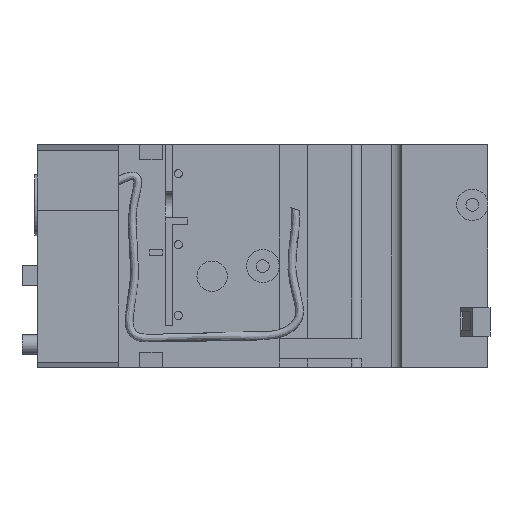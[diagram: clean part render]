
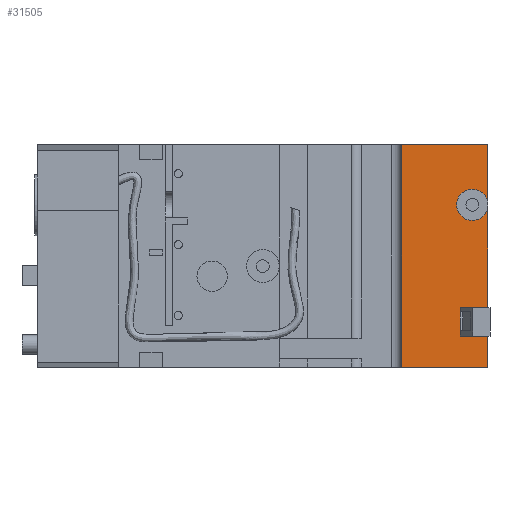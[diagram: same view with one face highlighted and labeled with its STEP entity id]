
A CAD part, front view. The second image highlights one B-rep face of the part: STEP entity #31505.
In plain terms, the highlighted planar face has unit normal (0, -1, 0).
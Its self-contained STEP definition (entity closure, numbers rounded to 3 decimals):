
#28 = VERTEX_POINT ( 'NONE', #26989 ) ;
#445 = VERTEX_POINT ( 'NONE', #6729 ) ;
#526 = VECTOR ( 'NONE', #1312, 1000. ) ;
#558 = CARTESIAN_POINT ( 'NONE',  ( 27.436, -14.99, 22. ) ) ;
#1037 = AXIS2_PLACEMENT_3D ( 'NONE', #33965, #7632, #20852 ) ;
#1312 = DIRECTION ( 'NONE',  ( 1., 0., 0. ) ) ;
#1337 = CARTESIAN_POINT ( 'NONE',  ( 42.5, -14.99, -15.81 ) ) ;
#1827 = DIRECTION ( 'NONE',  ( 1., 0., 0. ) ) ;
#2658 = EDGE_CURVE ( 'NONE', #28, #16804, #2955, .T. ) ;
#2671 = EDGE_LOOP ( 'NONE', ( #3538, #9158, #33468, #32859, #29047, #29373, #8411 ) ) ;
#2955 = LINE ( 'NONE', #22330, #30367 ) ;
#3018 = CARTESIAN_POINT ( 'NONE',  ( 42.5, -14.99, -10.18 ) ) ;
#3199 = EDGE_CURVE ( 'NONE', #9981, #3759, #32420, .T. ) ;
#3529 = AXIS2_PLACEMENT_3D ( 'NONE', #9680, #28941, #30675 ) ;
#3538 = ORIENTED_EDGE ( 'NONE', *, *, #25992, .T. ) ;
#3569 = LINE ( 'NONE', #17755, #33475 ) ;
#3670 = CARTESIAN_POINT ( 'NONE',  ( 39.01, -14.99, -15.81 ) ) ;
#3759 = VERTEX_POINT ( 'NONE', #4981 ) ;
#4175 = DIRECTION ( 'NONE',  ( -1., 0., 0. ) ) ;
#4965 = LINE ( 'NONE', #33336, #27788 ) ;
#4981 = CARTESIAN_POINT ( 'NONE',  ( 39.01, -14.99, -10.18 ) ) ;
#5222 = CARTESIAN_POINT ( 'NONE',  ( 39.01, -14.99, -11.009 ) ) ;
#6144 = EDGE_CURVE ( 'NONE', #16804, #10619, #11985, .T. ) ;
#6337 = DIRECTION ( 'NONE',  ( 0., 0., 1. ) ) ;
#6682 = CARTESIAN_POINT ( 'NONE',  ( 27.434, -14.99, 22. ) ) ;
#6729 = CARTESIAN_POINT ( 'NONE',  ( 38.3, -14.99, 10.1 ) ) ;
#6887 = LINE ( 'NONE', #18963, #34284 ) ;
#7202 = AXIS2_PLACEMENT_3D ( 'NONE', #26648, #8329, #18684 ) ;
#7632 = DIRECTION ( 'NONE',  ( 0., -1., 0. ) ) ;
#7929 = DIRECTION ( 'NONE',  ( 0., 0., 1. ) ) ;
#8329 = DIRECTION ( 'NONE',  ( 0., -1., 0. ) ) ;
#8411 = ORIENTED_EDGE ( 'NONE', *, *, #16311, .T. ) ;
#8691 = EDGE_CURVE ( 'NONE', #20183, #12821, #6887, .T. ) ;
#8755 = CARTESIAN_POINT ( 'NONE',  ( 42.5, -14.99, -10.18 ) ) ;
#9158 = ORIENTED_EDGE ( 'NONE', *, *, #21666, .F. ) ;
#9680 = CARTESIAN_POINT ( 'NONE',  ( 27.436, -14.99, -22. ) ) ;
#9865 = LINE ( 'NONE', #3018, #30597 ) ;
#9981 = VERTEX_POINT ( 'NONE', #32965 ) ;
#10502 = LINE ( 'NONE', #25123, #526 ) ;
#10619 = VERTEX_POINT ( 'NONE', #6682 ) ;
#11036 = DIRECTION ( 'NONE',  ( 1., 0., 0. ) ) ;
#11985 = LINE ( 'NONE', #558, #22763 ) ;
#12046 = DIRECTION ( 'NONE',  ( 0., 0., 1. ) ) ;
#12599 = DIRECTION ( 'NONE',  ( 0., 0., 1. ) ) ;
#12821 = VERTEX_POINT ( 'NONE', #18512 ) ;
#12983 = ORIENTED_EDGE ( 'NONE', *, *, #26540, .F. ) ;
#13338 = CIRCLE ( 'NONE', #7202, 3.1 ) ;
#14600 = EDGE_CURVE ( 'NONE', #30345, #24623, #25295, .T. ) ;
#14765 = DIRECTION ( 'NONE',  ( 0., 0., 1. ) ) ;
#14774 = ORIENTED_EDGE ( 'NONE', *, *, #14600, .F. ) ;
#15272 = EDGE_CURVE ( 'NONE', #3759, #24623, #9865, .T. ) ;
#15565 = ORIENTED_EDGE ( 'NONE', *, *, #28918, .F. ) ;
#15913 = CARTESIAN_POINT ( 'NONE',  ( 44.5, -14.99, 22. ) ) ;
#16311 = EDGE_CURVE ( 'NONE', #24873, #31574, #3569, .T. ) ;
#16804 = VERTEX_POINT ( 'NONE', #31040 ) ;
#17755 = CARTESIAN_POINT ( 'NONE',  ( 27.436, -14.99, -22. ) ) ;
#18512 = CARTESIAN_POINT ( 'NONE',  ( 39.01, -14.99, -14.729 ) ) ;
#18684 = DIRECTION ( 'NONE',  ( 1., 0., 0. ) ) ;
#18963 = CARTESIAN_POINT ( 'NONE',  ( 39.01, -14.99, -15.81 ) ) ;
#19356 = VECTOR ( 'NONE', #7929, 1000. ) ;
#19937 = ORIENTED_EDGE ( 'NONE', *, *, #3199, .T. ) ;
#20183 = VERTEX_POINT ( 'NONE', #23186 ) ;
#20852 = DIRECTION ( 'NONE',  ( 1., 0., 0. ) ) ;
#21058 = CARTESIAN_POINT ( 'NONE',  ( 44.5, -14.99, -22. ) ) ;
#21559 = CARTESIAN_POINT ( 'NONE',  ( 27.434, -14.99, -22. ) ) ;
#21666 = EDGE_CURVE ( 'NONE', #445, #28, #13338, .T. ) ;
#22330 = CARTESIAN_POINT ( 'NONE',  ( 44.5, -14.99, 22. ) ) ;
#22763 = VECTOR ( 'NONE', #4175, 1000. ) ;
#23186 = CARTESIAN_POINT ( 'NONE',  ( 39.01, -14.99, -15.81 ) ) ;
#23809 = EDGE_CURVE ( 'NONE', #24873, #10619, #4965, .T. ) ;
#23901 = DIRECTION ( 'NONE',  ( 0., 0., -1. ) ) ;
#24623 = VERTEX_POINT ( 'NONE', #8755 ) ;
#24692 = CIRCLE ( 'NONE', #1037, 3.1 ) ;
#24873 = VERTEX_POINT ( 'NONE', #21559 ) ;
#25123 = CARTESIAN_POINT ( 'NONE',  ( 42.5, -14.99, -15.81 ) ) ;
#25295 = LINE ( 'NONE', #1337, #34434 ) ;
#25577 = ORIENTED_EDGE ( 'NONE', *, *, #8691, .T. ) ;
#25592 = PLANE ( 'NONE',  #3529 ) ;
#25992 = EDGE_CURVE ( 'NONE', #31574, #28, #31401, .T. ) ;
#26540 = EDGE_CURVE ( 'NONE', #9981, #12821, #32596, .T. ) ;
#26648 = CARTESIAN_POINT ( 'NONE',  ( 41.4, -14.99, 10.1 ) ) ;
#26989 = CARTESIAN_POINT ( 'NONE',  ( 44.5, -14.99, 10.1 ) ) ;
#27005 = VECTOR ( 'NONE', #6337, 1000. ) ;
#27788 = VECTOR ( 'NONE', #12599, 1000. ) ;
#28419 = EDGE_CURVE ( 'NONE', #28, #445, #24692, .T. ) ;
#28918 = EDGE_CURVE ( 'NONE', #20183, #30345, #10502, .T. ) ;
#28941 = DIRECTION ( 'NONE',  ( 0., -1., 0. ) ) ;
#29047 = ORIENTED_EDGE ( 'NONE', *, *, #6144, .T. ) ;
#29114 = EDGE_LOOP ( 'NONE', ( #14774, #15565, #25577, #12983, #19937, #33882 ) ) ;
#29373 = ORIENTED_EDGE ( 'NONE', *, *, #23809, .F. ) ;
#29457 = FACE_OUTER_BOUND ( 'NONE', #2671, .T. ) ;
#30345 = VERTEX_POINT ( 'NONE', #31877 ) ;
#30367 = VECTOR ( 'NONE', #14765, 1000. ) ;
#30597 = VECTOR ( 'NONE', #11036, 1000. ) ;
#30675 = DIRECTION ( 'NONE',  ( 1., 0., 0. ) ) ;
#31040 = CARTESIAN_POINT ( 'NONE',  ( 44.5, -14.99, 22. ) ) ;
#31128 = FACE_BOUND ( 'NONE', #29114, .T. ) ;
#31401 = LINE ( 'NONE', #15913, #19356 ) ;
#31505 = ADVANCED_FACE ( 'NONE', ( #31128, #29457 ), #25592, .T. ) ;
#31574 = VERTEX_POINT ( 'NONE', #21058 ) ;
#31877 = CARTESIAN_POINT ( 'NONE',  ( 42.5, -14.99, -15.81 ) ) ;
#32284 = DIRECTION ( 'NONE',  ( 0., 0., 1. ) ) ;
#32420 = LINE ( 'NONE', #3670, #27005 ) ;
#32596 = LINE ( 'NONE', #5222, #33050 ) ;
#32859 = ORIENTED_EDGE ( 'NONE', *, *, #2658, .T. ) ;
#32965 = CARTESIAN_POINT ( 'NONE',  ( 39.01, -14.99, -11.009 ) ) ;
#33050 = VECTOR ( 'NONE', #23901, 1000. ) ;
#33336 = CARTESIAN_POINT ( 'NONE',  ( 27.434, -14.99, -22. ) ) ;
#33468 = ORIENTED_EDGE ( 'NONE', *, *, #28419, .F. ) ;
#33475 = VECTOR ( 'NONE', #1827, 1000. ) ;
#33882 = ORIENTED_EDGE ( 'NONE', *, *, #15272, .T. ) ;
#33965 = CARTESIAN_POINT ( 'NONE',  ( 41.4, -14.99, 10.1 ) ) ;
#34284 = VECTOR ( 'NONE', #32284, 1000. ) ;
#34434 = VECTOR ( 'NONE', #12046, 1000. ) ;
